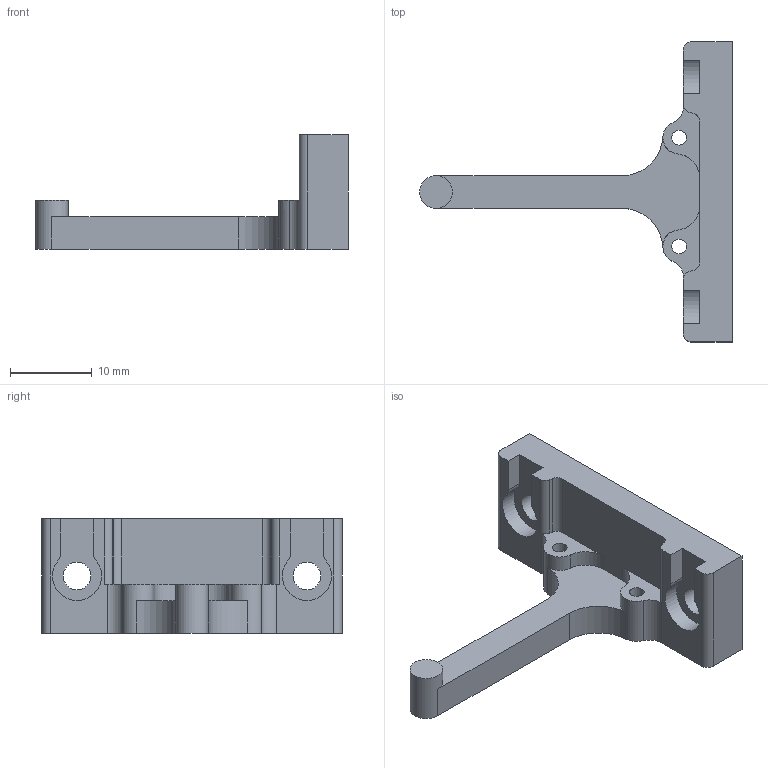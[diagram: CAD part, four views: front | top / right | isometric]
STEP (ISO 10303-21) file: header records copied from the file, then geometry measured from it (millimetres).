
FILE_DESCRIPTION(/* description */ (''),/* implementation_level */ '2;1');
FILE_NAME(/* name */ 'pwm_mosfet_mount_3030.step',/* time_stamp */ '2021-07-10T11:54:02-07:00',/* author */ (''),/* organization */ (''),/* preprocessor_version */ 'ST-DEVELOPER v18.1',/* originating_system */ 'Autodesk Translation Framework v10.9.0.1377',/* authorisation */ '');
FILE_SCHEMA (('AUTOMOTIVE_DESIGN { 1 0 10303 214 3 1 1 }'));
Length unit declared in the file: millimetre
Products named in the file (1): PWM Mosfet Mount 3030
Bounding box: 38.25 x 36.72 x 14 mm (x, y, z)
Volume: 3196.9 mm3; surface area: 2430.1 mm2
Topology: 1 solids, 1 shells, 47 faces, 135 edges, 90 vertices
Faces by surface type: cylinder 25, plane 22
Full cylindrical faces by diameter (mm): 1.8 x2, 3.4 x2, 4 x1
Entity records: 1612 total; most frequent: DIRECTION 285, CARTESIAN_POINT 273, ORIENTED_EDGE 270, EDGE_CURVE 135, AXIS2_PLACEMENT_3D 102, VERTEX_POINT 90, LINE 81, VECTOR 81
